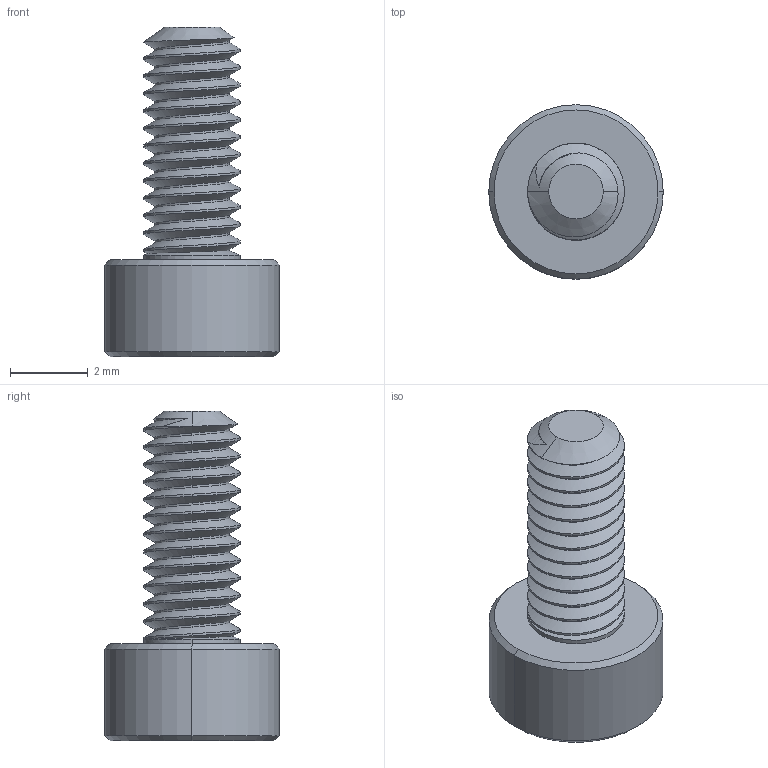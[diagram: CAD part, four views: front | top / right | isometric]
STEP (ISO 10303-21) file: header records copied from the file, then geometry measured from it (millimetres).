
FILE_DESCRIPTION (( 'STEP AP203' ), '1' );
FILE_NAME ('m2.5x6_91290A101_sldprt.STEP', '2021-01-18T18:44:06', ( '' ), ( '' ), 'SwSTEP 2.0', 'SolidWorks 2020', '' );
FILE_SCHEMA (( 'CONFIG_CONTROL_DESIGN' ));
Length unit declared in the file: millimetre
Products named in the file (1): m2.5x6_91290A101_sldprt
Bounding box: 4.5 x 4.5 x 8.5 mm (x, y, z)
Volume: 57.2 mm3; surface area: 143.7 mm2
Topology: 1 solids, 1 shells, 81 faces, 214 edges, 137 vertices
Faces by surface type: cylinder 55, cone 14, plane 10, bspline 2
Entity records: 3866 total; most frequent: CARTESIAN_POINT 2101, ORIENTED_EDGE 428, DIRECTION 287, EDGE_CURVE 214, VERTEX_POINT 137, AXIS2_PLACEMENT_3D 107, EDGE_LOOP 83, ADVANCED_FACE 81
